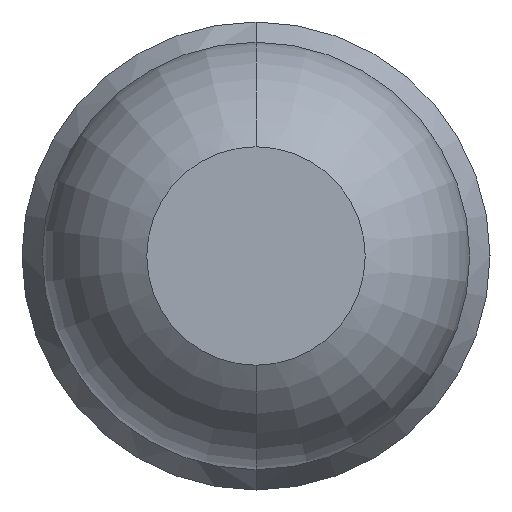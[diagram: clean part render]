
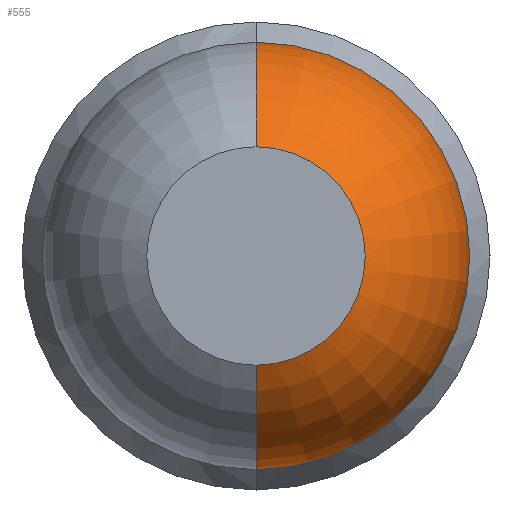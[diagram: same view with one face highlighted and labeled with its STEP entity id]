
A CAD part, front view. The second image highlights one B-rep face of the part: STEP entity #555.
In plain terms, the highlighted toroidal (fillet/blend) face has major radius 0.035 mm and minor radius 0.65 mm.
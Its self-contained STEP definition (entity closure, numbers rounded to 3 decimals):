
#451 = DIRECTION ( 'NONE',  ( 0., 0., -1. ) ) ;
#459 = DIRECTION ( 'NONE',  ( 0., 0., 1. ) ) ;
#555 = ADVANCED_FACE ( 'Defeature ausgef�hrt1_4', ( #3757 ), #2404, .T. ) ;
#639 = AXIS2_PLACEMENT_3D ( 'NONE', #4098, #1102, #451 ) ;
#771 = CARTESIAN_POINT ( 'NONE',  ( 0., -24.431, 0. ) ) ;
#837 = CARTESIAN_POINT ( 'NONE',  ( 0., -24.431, -0.035 ) ) ;
#1067 = EDGE_CURVE ( 'NONE', #1292, #2986, #3799, .T. ) ;
#1102 = DIRECTION ( 'NONE',  ( 0., -1., 0. ) ) ;
#1131 = CIRCLE ( 'NONE', #1265, 0.65 ) ;
#1160 = DIRECTION ( 'NONE',  ( 0., -1., 0. ) ) ;
#1265 = AXIS2_PLACEMENT_3D ( 'NONE', #1348, #3275, #3992 ) ;
#1292 = VERTEX_POINT ( 'NONE', #2566 ) ;
#1348 = CARTESIAN_POINT ( 'NONE',  ( 0., -24.431, 0.035 ) ) ;
#1487 = CIRCLE ( 'NONE', #2316, 0.685 ) ;
#1680 = CIRCLE ( 'NONE', #639, 0.35 ) ;
#1731 = EDGE_CURVE ( 'NONE', #2965, #4265, #1131, .T. ) ;
#1784 = AXIS2_PLACEMENT_3D ( 'NONE', #771, #2787, #3807 ) ;
#1976 = CARTESIAN_POINT ( 'NONE',  ( 0., -25., -0.35 ) ) ;
#2244 = CARTESIAN_POINT ( 'NONE',  ( 0., -24.431, 0.685 ) ) ;
#2316 = AXIS2_PLACEMENT_3D ( 'NONE', #2755, #1160, #2425 ) ;
#2404 = TOROIDAL_SURFACE ( 'NONE', #1784, 0.035, 0.65 ) ;
#2425 = DIRECTION ( 'NONE',  ( 0., 0., -1. ) ) ;
#2428 = DIRECTION ( 'NONE',  ( -1., 0., 0. ) ) ;
#2566 = CARTESIAN_POINT ( 'NONE',  ( 0., -24.431, -0.685 ) ) ;
#2755 = CARTESIAN_POINT ( 'NONE',  ( 0., -24.431, 0. ) ) ;
#2787 = DIRECTION ( 'NONE',  ( 0., -1., 0. ) ) ;
#2965 = VERTEX_POINT ( 'NONE', #2244 ) ;
#2986 = VERTEX_POINT ( 'NONE', #1976 ) ;
#3275 = DIRECTION ( 'NONE',  ( 1., 0., 0. ) ) ;
#3327 = ORIENTED_EDGE ( 'NONE', *, *, #1067, .F. ) ;
#3538 = ORIENTED_EDGE ( 'NONE', *, *, #1731, .T. ) ;
#3545 = EDGE_CURVE ( 'Defeature ausgef�hrt1_4+Defeature ausgef�hrt1_5+Defeature ausgef�hrt1_5+Defeature ausgef�hrt1_5', #1292, #2965, #1487, .T. ) ;
#3554 = ORIENTED_EDGE ( 'NONE', *, *, #3545, .T. ) ;
#3757 = FACE_OUTER_BOUND ( 'NONE', #3771, .T. ) ;
#3771 = EDGE_LOOP ( 'NONE', ( #3554, #3538, #3935, #3327 ) ) ;
#3799 = CIRCLE ( 'NONE', #4280, 0.65 ) ;
#3807 = DIRECTION ( 'NONE',  ( 0., 0., -1. ) ) ;
#3925 = EDGE_CURVE ( 'Defeature ausgef�hrt1_12+Defeature ausgef�hrt1_4+Defeature ausgef�hrt1_4+Defeature ausgef�hrt1_4', #2986, #4265, #1680, .T. ) ;
#3935 = ORIENTED_EDGE ( 'NONE', *, *, #3925, .F. ) ;
#3992 = DIRECTION ( 'NONE',  ( 0., 0., -1. ) ) ;
#4098 = CARTESIAN_POINT ( 'NONE',  ( 0., -25., 0. ) ) ;
#4265 = VERTEX_POINT ( 'NONE', #4318 ) ;
#4280 = AXIS2_PLACEMENT_3D ( 'NONE', #837, #2428, #459 ) ;
#4318 = CARTESIAN_POINT ( 'NONE',  ( 0., -25., 0.35 ) ) ;
